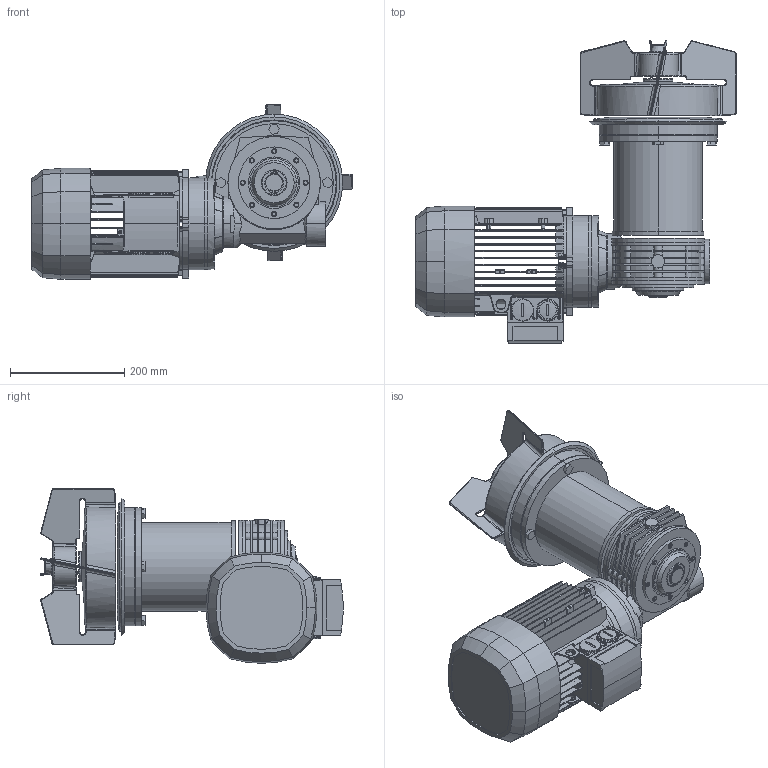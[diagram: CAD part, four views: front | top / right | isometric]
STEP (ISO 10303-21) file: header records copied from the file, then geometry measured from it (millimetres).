
FILE_DESCRIPTION (( 'STEP AP203' ), '1' );
FILE_NAME ('Complete mixer GMP20000 E2, standard (IEC).STEP', '2007-05-28T15:24:04', ( ' ' ), ( ' ' ), 'SwSTEP 2.0', 'SolidWorks 2005235', '' );
FILE_SCHEMA (( 'CONFIG_CONTROL_DESIGN' ));
Length unit declared in the file: millimetre
Products named in the file (1): Complete mixer GMP20000 E2, standard (IEC)
Bounding box: 560.5 x 529.1 x 305.5 mm (x, y, z)
Surface area: 1190948.9 mm2 (no closed solid volume)
Topology: 0 solids, 43 shells, 1308 faces, 4181 edges, 2868 vertices
Faces by surface type: cylinder 465, plane 429, bspline 193, cone 158, torus 63
Entity records: 72955 total; most frequent: CARTESIAN_POINT 38862, ORIENTED_EDGE 7023, DIRECTION 6539, EDGE_CURVE 4172, VERTEX_POINT 2868, AXIS2_PLACEMENT_3D 2466, VECTOR 1607, LINE 1607
